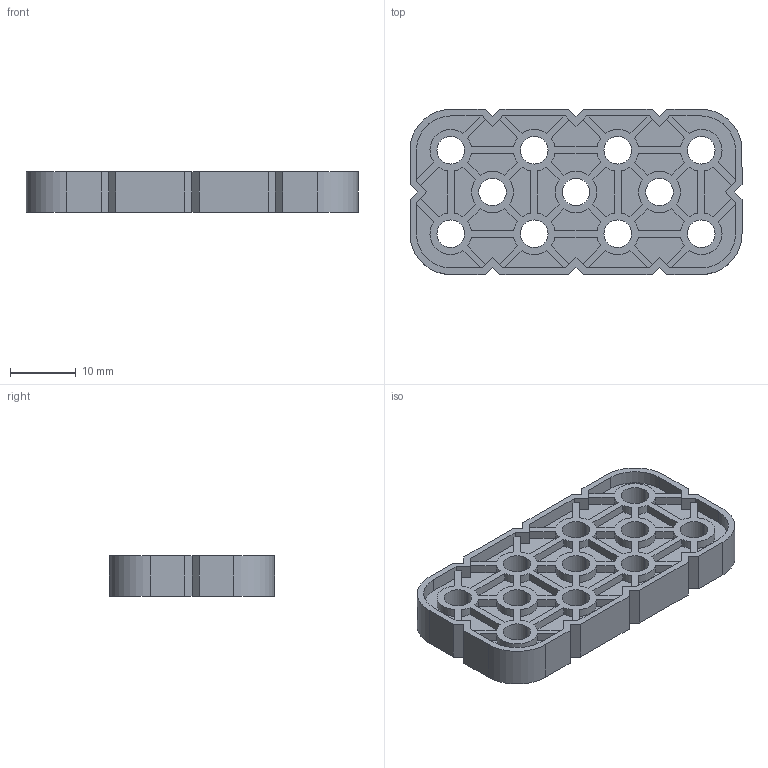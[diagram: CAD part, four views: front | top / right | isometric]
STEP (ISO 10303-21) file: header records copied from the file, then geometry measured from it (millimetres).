
FILE_DESCRIPTION (( 'STEP AP214' ), '1' );
FILE_NAME ('228-2500-019.STEP', '2014-03-06T17:52:31', ( '' ), ( '' ), 'SwSTEP 2.0', 'SolidWorks 2013', '' );
FILE_SCHEMA (( 'AUTOMOTIVE_DESIGN' ));
Length unit declared in the file: millimetre
Products named in the file (1): 228-2500-019
Bounding box: 50.5 x 25.1 x 6.1 mm (x, y, z)
Volume: 3646.2 mm3; surface area: 5483 mm2
Topology: 1 solids, 1 shells, 460 faces, 1296 edges, 864 vertices
Faces by surface type: plane 296, cylinder 164
Entity records: 14946 total; most frequent: CARTESIAN_POINT 2621, ORIENTED_EDGE 2592, DIRECTION 2546, EDGE_CURVE 1296, VECTOR 968, LINE 968, VERTEX_POINT 864, AXIS2_PLACEMENT_3D 789
